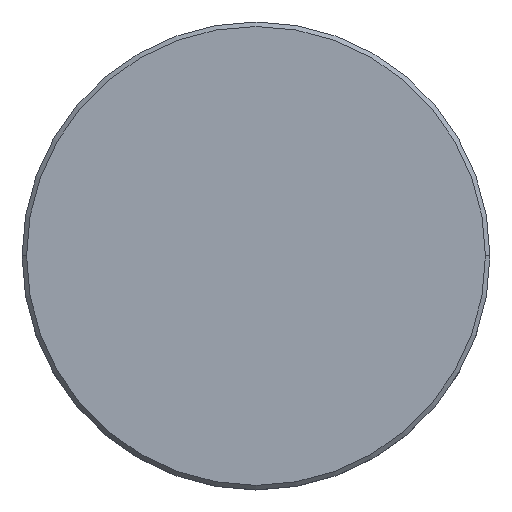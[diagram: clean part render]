
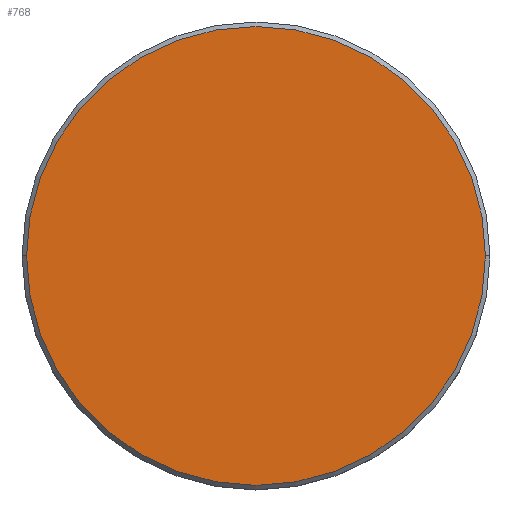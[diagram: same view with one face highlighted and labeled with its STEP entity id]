
A CAD part, top view. The second image highlights one B-rep face of the part: STEP entity #768.
In plain terms, the highlighted planar face has unit normal (0, 0, 1).
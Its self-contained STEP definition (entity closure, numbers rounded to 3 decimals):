
#35 = CIRCLE ( 'NONE', #164, 25.5 ) ;
#67 = FACE_OUTER_BOUND ( 'NONE', #987, .T. ) ;
#164 = AXIS2_PLACEMENT_3D ( 'NONE', #351, #1071, #986 ) ;
#185 = EDGE_CURVE ( 'NONE', #969, #238, #35, .T. ) ;
#238 = VERTEX_POINT ( 'NONE', #824 ) ;
#274 = ORIENTED_EDGE ( 'NONE', *, *, #185, .T. ) ;
#322 = PLANE ( 'NONE',  #800 ) ;
#351 = CARTESIAN_POINT ( 'NONE',  ( 0., 0., 0. ) ) ;
#429 = DIRECTION ( 'NONE',  ( 1., 0., 0. ) ) ;
#458 = CIRCLE ( 'NONE', #1010, 25.5 ) ;
#715 = DIRECTION ( 'NONE',  ( 0., 0., 1. ) ) ;
#768 = ADVANCED_FACE ( 'NONE', ( #67 ), #322, .T. ) ;
#800 = AXIS2_PLACEMENT_3D ( 'NONE', #1059, #965, #429 ) ;
#811 = DIRECTION ( 'NONE',  ( 1., 0., 0. ) ) ;
#824 = CARTESIAN_POINT ( 'NONE',  ( 25.5, 0., 0. ) ) ;
#911 = EDGE_CURVE ( 'NONE', #238, #969, #458, .T. ) ;
#958 = ORIENTED_EDGE ( 'NONE', *, *, #911, .T. ) ;
#965 = DIRECTION ( 'NONE',  ( 0., 0., 1. ) ) ;
#969 = VERTEX_POINT ( 'NONE', #1084 ) ;
#986 = DIRECTION ( 'NONE',  ( 1., 0., 0. ) ) ;
#987 = EDGE_LOOP ( 'NONE', ( #274, #958 ) ) ;
#988 = CARTESIAN_POINT ( 'NONE',  ( 0., 0., 0. ) ) ;
#1010 = AXIS2_PLACEMENT_3D ( 'NONE', #988, #715, #811 ) ;
#1059 = CARTESIAN_POINT ( 'NONE',  ( 0., 0., 0. ) ) ;
#1071 = DIRECTION ( 'NONE',  ( 0., 0., 1. ) ) ;
#1084 = CARTESIAN_POINT ( 'NONE',  ( -25.5, 0., 0. ) ) ;
